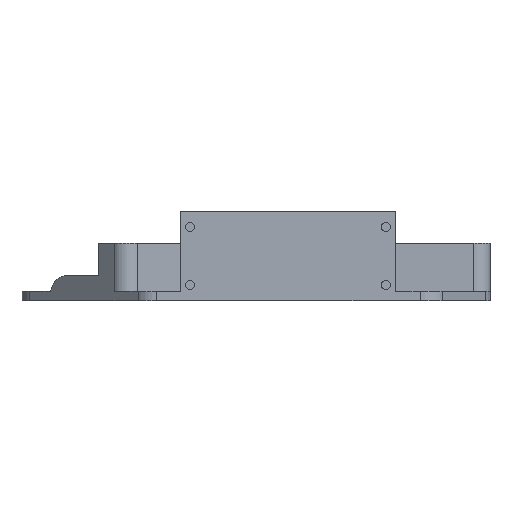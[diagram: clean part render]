
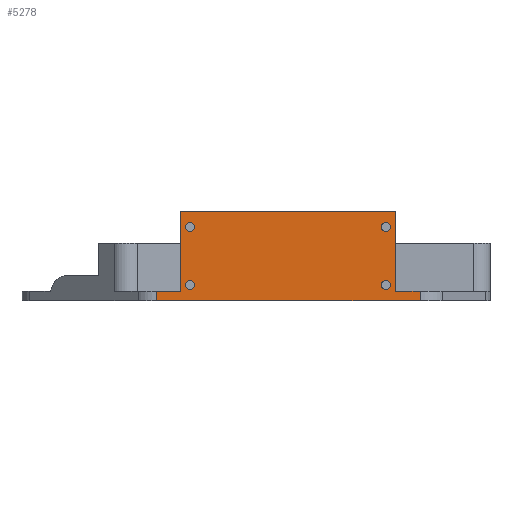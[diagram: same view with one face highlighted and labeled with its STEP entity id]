
A CAD part, front view. The second image highlights one B-rep face of the part: STEP entity #5278.
In plain terms, the highlighted planar face has unit normal (0, -1, 0).
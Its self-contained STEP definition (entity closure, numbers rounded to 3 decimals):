
#104 = EDGE_LOOP ( 'NONE', ( #3931, #597, #2689, #5431, #880, #2700, #1758, #2827 ) ) ;
#332 = CARTESIAN_POINT ( 'NONE',  ( 175.479, 127.846, 40.225 ) ) ;
#341 = FACE_BOUND ( 'NONE', #4068, .T. ) ;
#345 = DIRECTION ( 'NONE',  ( 0., 0., -1. ) ) ;
#368 = VERTEX_POINT ( 'NONE', #3105 ) ;
#434 = EDGE_CURVE ( 'NONE', #2678, #4406, #4479, .T. ) ;
#465 = CARTESIAN_POINT ( 'NONE',  ( 236.479, 127.846, 40.225 ) ) ;
#543 = ORIENTED_EDGE ( 'NONE', *, *, #5188, .F. ) ;
#597 = ORIENTED_EDGE ( 'NONE', *, *, #816, .T. ) ;
#616 = VERTEX_POINT ( 'NONE', #940 ) ;
#664 = VERTEX_POINT ( 'NONE', #4583 ) ;
#671 = EDGE_LOOP ( 'NONE', ( #2443, #1957 ) ) ;
#679 = VECTOR ( 'NONE', #1886, 1000. ) ;
#774 = CARTESIAN_POINT ( 'NONE',  ( 175.479, 127.846, 38.825 ) ) ;
#795 = DIRECTION ( 'NONE',  ( 0., 0., 1. ) ) ;
#816 = EDGE_CURVE ( 'NONE', #3153, #5451, #1970, .T. ) ;
#880 = ORIENTED_EDGE ( 'NONE', *, *, #5599, .T. ) ;
#940 = CARTESIAN_POINT ( 'NONE',  ( 172.479, 127.846, 43.825 ) ) ;
#962 = AXIS2_PLACEMENT_3D ( 'NONE', #774, #4253, #5568 ) ;
#1068 = CARTESIAN_POINT ( 'NONE',  ( 236.479, 127.846, 22.225 ) ) ;
#1098 = CARTESIAN_POINT ( 'NONE',  ( 172.479, 127.846, 43.825 ) ) ;
#1105 = AXIS2_PLACEMENT_3D ( 'NONE', #1855, #5386, #3597 ) ;
#1157 = DIRECTION ( 'NONE',  ( -1., 0., 0. ) ) ;
#1245 = DIRECTION ( 'NONE',  ( 0., 0., -1. ) ) ;
#1277 = DIRECTION ( 'NONE',  ( 0., -1., 0. ) ) ;
#1291 = DIRECTION ( 'NONE',  ( 0., 0., -1. ) ) ;
#1332 = AXIS2_PLACEMENT_3D ( 'NONE', #2928, #5041, #795 ) ;
#1342 = ORIENTED_EDGE ( 'NONE', *, *, #1546, .F. ) ;
#1504 = AXIS2_PLACEMENT_3D ( 'NONE', #5484, #2775, #1520 ) ;
#1520 = DIRECTION ( 'NONE',  ( 0., 0., -1. ) ) ;
#1540 = VERTEX_POINT ( 'NONE', #3874 ) ;
#1546 = EDGE_CURVE ( 'NONE', #4406, #2678, #1742, .T. ) ;
#1579 = ORIENTED_EDGE ( 'NONE', *, *, #4809, .F. ) ;
#1606 = CARTESIAN_POINT ( 'NONE',  ( 172.479, 127.846, 43.825 ) ) ;
#1678 = PLANE ( 'NONE',  #1332 ) ;
#1698 = LINE ( 'NONE', #5084, #4130 ) ;
#1699 = CARTESIAN_POINT ( 'NONE',  ( 236.479, 127.846, 38.825 ) ) ;
#1742 = CIRCLE ( 'NONE', #4466, 1.4 ) ;
#1758 = ORIENTED_EDGE ( 'NONE', *, *, #3288, .F. ) ;
#1791 = VERTEX_POINT ( 'NONE', #2563 ) ;
#1826 = CARTESIAN_POINT ( 'NONE',  ( 247.196, 127.846, 18.825 ) ) ;
#1855 = CARTESIAN_POINT ( 'NONE',  ( 236.479, 127.846, 20.825 ) ) ;
#1883 = EDGE_CURVE ( 'NONE', #1540, #3151, #4657, .T. ) ;
#1886 = DIRECTION ( 'NONE',  ( 1., 0., 0. ) ) ;
#1957 = ORIENTED_EDGE ( 'NONE', *, *, #4948, .F. ) ;
#1970 = LINE ( 'NONE', #5066, #3761 ) ;
#2034 = CARTESIAN_POINT ( 'NONE',  ( 175.479, 127.846, 20.825 ) ) ;
#2039 = DIRECTION ( 'NONE',  ( 1., 0., 0. ) ) ;
#2146 = CIRCLE ( 'NONE', #4967, 1.4 ) ;
#2330 = CIRCLE ( 'NONE', #962, 1.4 ) ;
#2401 = EDGE_CURVE ( 'NONE', #616, #1791, #4574, .T. ) ;
#2416 = DIRECTION ( 'NONE',  ( 0., 0., -1. ) ) ;
#2420 = EDGE_LOOP ( 'NONE', ( #4889, #1579 ) ) ;
#2422 = EDGE_CURVE ( 'NONE', #3569, #368, #4101, .T. ) ;
#2443 = ORIENTED_EDGE ( 'NONE', *, *, #3051, .F. ) ;
#2563 = CARTESIAN_POINT ( 'NONE',  ( 172.479, 127.846, 18.825 ) ) ;
#2602 = EDGE_CURVE ( 'NONE', #5451, #5609, #1698, .T. ) ;
#2675 = CIRCLE ( 'NONE', #3303, 1.4 ) ;
#2678 = VERTEX_POINT ( 'NONE', #465 ) ;
#2688 = CARTESIAN_POINT ( 'NONE',  ( 247.196, 127.846, 18.825 ) ) ;
#2689 = ORIENTED_EDGE ( 'NONE', *, *, #2602, .T. ) ;
#2700 = ORIENTED_EDGE ( 'NONE', *, *, #2422, .F. ) ;
#2766 = CARTESIAN_POINT ( 'NONE',  ( 0., 127.846, 18.825 ) ) ;
#2775 = DIRECTION ( 'NONE',  ( 0., -1., 0. ) ) ;
#2827 = ORIENTED_EDGE ( 'NONE', *, *, #2401, .T. ) ;
#2903 = FACE_OUTER_BOUND ( 'NONE', #104, .T. ) ;
#2928 = CARTESIAN_POINT ( 'NONE',  ( 0., 127.846, 18.825 ) ) ;
#2969 = VERTEX_POINT ( 'NONE', #332 ) ;
#3036 = VECTOR ( 'NONE', #2039, 1000. ) ;
#3051 = EDGE_CURVE ( 'NONE', #4441, #664, #2675, .T. ) ;
#3082 = ORIENTED_EDGE ( 'NONE', *, *, #434, .F. ) ;
#3105 = CARTESIAN_POINT ( 'NONE',  ( 239.479, 127.846, 18.825 ) ) ;
#3151 = VERTEX_POINT ( 'NONE', #1068 ) ;
#3153 = VERTEX_POINT ( 'NONE', #3199 ) ;
#3170 = EDGE_LOOP ( 'NONE', ( #4059, #543 ) ) ;
#3199 = CARTESIAN_POINT ( 'NONE',  ( 164.998, 127.846, 18.825 ) ) ;
#3237 = CARTESIAN_POINT ( 'NONE',  ( 239.479, 127.846, 43.825 ) ) ;
#3246 = LINE ( 'NONE', #2766, #679 ) ;
#3288 = EDGE_CURVE ( 'NONE', #616, #3569, #3456, .T. ) ;
#3303 = AXIS2_PLACEMENT_3D ( 'NONE', #3462, #5207, #1291 ) ;
#3420 = CIRCLE ( 'NONE', #4424, 1.4 ) ;
#3435 = DIRECTION ( 'NONE',  ( 0., -1., 0. ) ) ;
#3456 = LINE ( 'NONE', #1606, #3036 ) ;
#3462 = CARTESIAN_POINT ( 'NONE',  ( 175.479, 127.846, 20.825 ) ) ;
#3512 = LINE ( 'NONE', #1826, #5141 ) ;
#3569 = VERTEX_POINT ( 'NONE', #3657 ) ;
#3597 = DIRECTION ( 'NONE',  ( 0., 0., -1. ) ) ;
#3657 = CARTESIAN_POINT ( 'NONE',  ( 239.479, 127.846, 43.825 ) ) ;
#3761 = VECTOR ( 'NONE', #4634, 1000. ) ;
#3790 = LINE ( 'NONE', #4324, #5620 ) ;
#3817 = CARTESIAN_POINT ( 'NONE',  ( 247.196, 127.846, 15.825 ) ) ;
#3851 = FACE_BOUND ( 'NONE', #3170, .T. ) ;
#3854 = VECTOR ( 'NONE', #4077, 1000. ) ;
#3864 = EDGE_CURVE ( 'NONE', #5609, #5070, #3512, .T. ) ;
#3874 = CARTESIAN_POINT ( 'NONE',  ( 236.479, 127.846, 19.425 ) ) ;
#3931 = ORIENTED_EDGE ( 'NONE', *, *, #3976, .F. ) ;
#3976 = EDGE_CURVE ( 'NONE', #3153, #1791, #3246, .T. ) ;
#3990 = VERTEX_POINT ( 'NONE', #5363 ) ;
#4059 = ORIENTED_EDGE ( 'NONE', *, *, #4943, .F. ) ;
#4068 = EDGE_LOOP ( 'NONE', ( #1342, #3082 ) ) ;
#4077 = DIRECTION ( 'NONE',  ( 0., 0., -1. ) ) ;
#4086 = DIRECTION ( 'NONE',  ( 0., 0., -1. ) ) ;
#4101 = LINE ( 'NONE', #3237, #3854 ) ;
#4130 = VECTOR ( 'NONE', #4321, 1000. ) ;
#4188 = FACE_BOUND ( 'NONE', #671, .T. ) ;
#4229 = CARTESIAN_POINT ( 'NONE',  ( 175.479, 127.846, 19.425 ) ) ;
#4253 = DIRECTION ( 'NONE',  ( 0., -1., 0. ) ) ;
#4297 = AXIS2_PLACEMENT_3D ( 'NONE', #4748, #5645, #1245 ) ;
#4321 = DIRECTION ( 'NONE',  ( 1., 0., 0. ) ) ;
#4324 = CARTESIAN_POINT ( 'NONE',  ( 0., 127.846, 18.825 ) ) ;
#4406 = VERTEX_POINT ( 'NONE', #5494 ) ;
#4424 = AXIS2_PLACEMENT_3D ( 'NONE', #4533, #4587, #4086 ) ;
#4441 = VERTEX_POINT ( 'NONE', #4229 ) ;
#4466 = AXIS2_PLACEMENT_3D ( 'NONE', #1699, #3435, #5638 ) ;
#4479 = CIRCLE ( 'NONE', #4297, 1.4 ) ;
#4533 = CARTESIAN_POINT ( 'NONE',  ( 175.479, 127.846, 38.825 ) ) ;
#4574 = LINE ( 'NONE', #1098, #4749 ) ;
#4583 = CARTESIAN_POINT ( 'NONE',  ( 175.479, 127.846, 22.225 ) ) ;
#4587 = DIRECTION ( 'NONE',  ( 0., -1., 0. ) ) ;
#4634 = DIRECTION ( 'NONE',  ( 0., 0., -1. ) ) ;
#4657 = CIRCLE ( 'NONE', #1105, 1.4 ) ;
#4688 = CIRCLE ( 'NONE', #1504, 1.4 ) ;
#4748 = CARTESIAN_POINT ( 'NONE',  ( 236.479, 127.846, 38.825 ) ) ;
#4749 = VECTOR ( 'NONE', #2416, 1000. ) ;
#4809 = EDGE_CURVE ( 'NONE', #3151, #1540, #4688, .T. ) ;
#4889 = ORIENTED_EDGE ( 'NONE', *, *, #1883, .F. ) ;
#4943 = EDGE_CURVE ( 'NONE', #3990, #2969, #2330, .T. ) ;
#4948 = EDGE_CURVE ( 'NONE', #664, #4441, #2146, .T. ) ;
#4967 = AXIS2_PLACEMENT_3D ( 'NONE', #2034, #1277, #345 ) ;
#5041 = DIRECTION ( 'NONE',  ( 0., 1., 0. ) ) ;
#5066 = CARTESIAN_POINT ( 'NONE',  ( 164.998, 127.846, 18.825 ) ) ;
#5070 = VERTEX_POINT ( 'NONE', #2688 ) ;
#5084 = CARTESIAN_POINT ( 'NONE',  ( 0., 127.846, 15.825 ) ) ;
#5141 = VECTOR ( 'NONE', #5253, 1000. ) ;
#5188 = EDGE_CURVE ( 'NONE', #2969, #3990, #3420, .T. ) ;
#5207 = DIRECTION ( 'NONE',  ( 0., -1., 0. ) ) ;
#5253 = DIRECTION ( 'NONE',  ( 0., 0., 1. ) ) ;
#5278 = ADVANCED_FACE ( 'NONE', ( #3851, #4188, #5592, #341, #2903 ), #1678, .F. ) ;
#5363 = CARTESIAN_POINT ( 'NONE',  ( 175.479, 127.846, 37.425 ) ) ;
#5386 = DIRECTION ( 'NONE',  ( 0., -1., 0. ) ) ;
#5431 = ORIENTED_EDGE ( 'NONE', *, *, #3864, .T. ) ;
#5451 = VERTEX_POINT ( 'NONE', #5648 ) ;
#5484 = CARTESIAN_POINT ( 'NONE',  ( 236.479, 127.846, 20.825 ) ) ;
#5494 = CARTESIAN_POINT ( 'NONE',  ( 236.479, 127.846, 37.425 ) ) ;
#5568 = DIRECTION ( 'NONE',  ( 0., 0., -1. ) ) ;
#5592 = FACE_BOUND ( 'NONE', #2420, .T. ) ;
#5599 = EDGE_CURVE ( 'NONE', #5070, #368, #3790, .T. ) ;
#5609 = VERTEX_POINT ( 'NONE', #3817 ) ;
#5620 = VECTOR ( 'NONE', #1157, 1000. ) ;
#5638 = DIRECTION ( 'NONE',  ( 0., 0., -1. ) ) ;
#5645 = DIRECTION ( 'NONE',  ( 0., -1., 0. ) ) ;
#5648 = CARTESIAN_POINT ( 'NONE',  ( 164.998, 127.846, 15.825 ) ) ;
